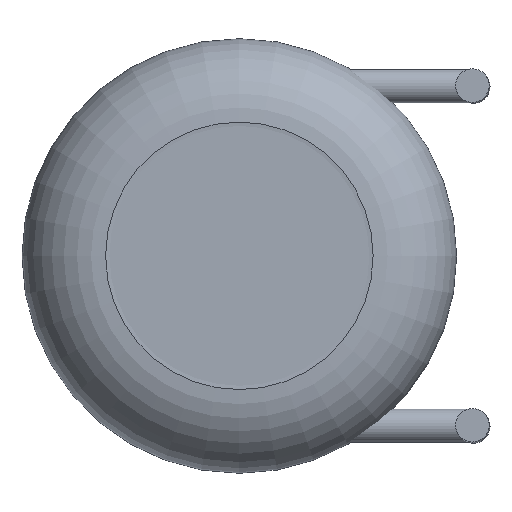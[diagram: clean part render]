
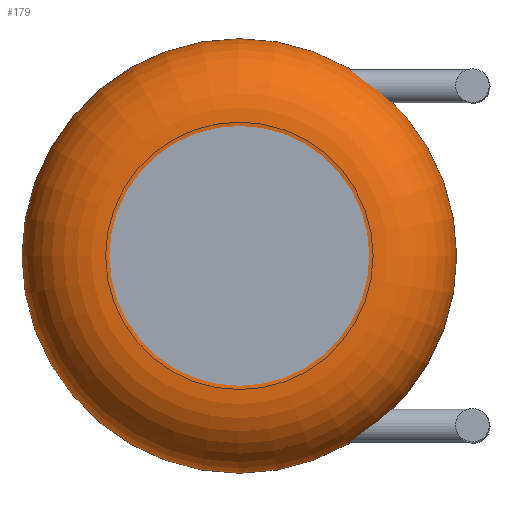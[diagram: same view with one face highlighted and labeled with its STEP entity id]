
A CAD part, top view. The second image highlights one B-rep face of the part: STEP entity #179.
In plain terms, the highlighted toroidal (fillet/blend) face has major radius 2 mm and minor radius 1.25 mm.
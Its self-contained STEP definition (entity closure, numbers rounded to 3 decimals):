
#56=FACE_OUTER_BOUND('',#74,.T.);
#74=EDGE_LOOP('',(#140,#141,#142,#143));
#92=CIRCLE('',#219,1.25);
#93=CIRCLE('',#220,0.75);
#106=VERTEX_POINT('',#323);
#121=EDGE_CURVE('',#106,#106,#92,.T.);
#122=EDGE_CURVE('',#106,#106,#93,.T.);
#140=ORIENTED_EDGE('',*,*,#121,.F.);
#141=ORIENTED_EDGE('',*,*,#122,.T.);
#142=ORIENTED_EDGE('',*,*,#121,.T.);
#143=ORIENTED_EDGE('',*,*,#122,.F.);
#178=TOROIDAL_SURFACE('',#218,2.,1.25);
#179=ADVANCED_FACE('',(#56),#178,.T.);
#218=AXIS2_PLACEMENT_3D('',#322,#252,#253);
#219=AXIS2_PLACEMENT_3D('',#324,#254,#255);
#220=AXIS2_PLACEMENT_3D('',#325,#256,#257);
#252=DIRECTION('center_axis',(0.,0.,1.));
#253=DIRECTION('ref_axis',(1.,0.,0.));
#254=DIRECTION('center_axis',(0.,-1.,0.));
#255=DIRECTION('ref_axis',(-1.,0.,0.));
#256=DIRECTION('center_axis',(0.,0.,-1.));
#257=DIRECTION('ref_axis',(1.,0.,0.));
#322=CARTESIAN_POINT('Origin',(4.,8.5,0.));
#323=CARTESIAN_POINT('',(3.25,8.5,0.));
#324=CARTESIAN_POINT('Origin',(2.,8.5,0.));
#325=CARTESIAN_POINT('Origin',(4.,8.5,0.));
